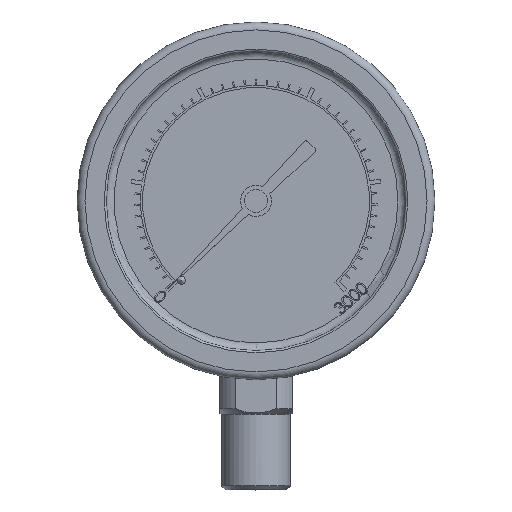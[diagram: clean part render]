
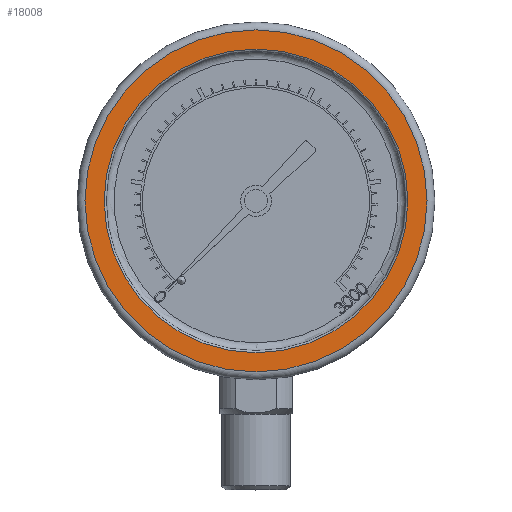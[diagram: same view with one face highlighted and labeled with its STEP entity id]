
A CAD part, top view. The second image highlights one B-rep face of the part: STEP entity #18008.
In plain terms, the highlighted planar face has unit normal (0, 0, 1).
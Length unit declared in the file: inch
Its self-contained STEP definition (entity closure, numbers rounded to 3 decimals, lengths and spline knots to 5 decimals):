
#236 = VERTEX_POINT ( 'NONE', #11426 ) ;
#430 = EDGE_CURVE ( 'NONE', #236, #236, #12215, .T. ) ;
#877 = AXIS2_PLACEMENT_3D ( 'NONE', #2431, #9619, #1039 ) ;
#1019 = EDGE_LOOP ( 'NONE', ( #5509 ) ) ;
#1039 = DIRECTION ( 'NONE',  ( 1., 0., 0. ) ) ;
#1448 = DIRECTION ( 'NONE',  ( 0., 0., -1. ) ) ;
#1625 = CARTESIAN_POINT ( 'NONE',  ( 0., 0., 0. ) ) ;
#1881 = DIRECTION ( 'NONE',  ( 0., 0., 1. ) ) ;
#1958 = ORIENTED_EDGE ( 'NONE', *, *, #5879, .T. ) ;
#2382 = AXIS2_PLACEMENT_3D ( 'NONE', #1625, #1448, #12610 ) ;
#2431 = CARTESIAN_POINT ( 'NONE',  ( 0., 0., 0. ) ) ;
#3261 = FACE_BOUND ( 'NONE', #1019, .T. ) ;
#4498 = EDGE_LOOP ( 'NONE', ( #1958 ) ) ;
#5509 = ORIENTED_EDGE ( 'NONE', *, *, #430, .T. ) ;
#5879 = EDGE_CURVE ( 'NONE', #10210, #10210, #5906, .T. ) ;
#5906 = CIRCLE ( 'NONE', #877, 1.2965 ) ;
#7725 = DIRECTION ( 'NONE',  ( 1., 0., 0. ) ) ;
#8960 = FACE_OUTER_BOUND ( 'NONE', #4498, .T. ) ;
#9619 = DIRECTION ( 'NONE',  ( 0., 0., 1. ) ) ;
#10210 = VERTEX_POINT ( 'NONE', #11695 ) ;
#11426 = CARTESIAN_POINT ( 'NONE',  ( 1.151, 0., 0. ) ) ;
#11695 = CARTESIAN_POINT ( 'NONE',  ( 1.2965, 0., 0. ) ) ;
#12215 = CIRCLE ( 'NONE', #2382, 1.151 ) ;
#12610 = DIRECTION ( 'NONE',  ( 1., 0., 0. ) ) ;
#13348 = CARTESIAN_POINT ( 'NONE',  ( 0., 0., 0. ) ) ;
#14651 = PLANE ( 'NONE',  #16463 ) ;
#16463 = AXIS2_PLACEMENT_3D ( 'NONE', #13348, #1881, #7725 ) ;
#18008 = ADVANCED_FACE ( 'NONE', ( #3261, #8960 ), #14651, .T. ) ;
